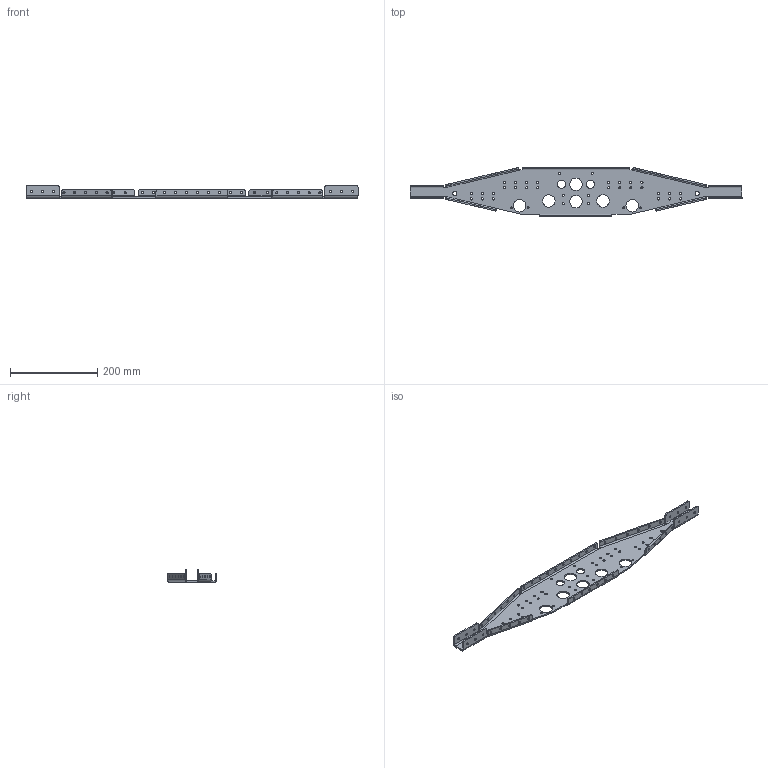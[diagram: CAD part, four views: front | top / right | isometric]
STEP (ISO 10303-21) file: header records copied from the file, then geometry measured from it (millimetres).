
FILE_DESCRIPTION (( 'STEP AP214' ), '1' );
FILE_NAME ('446 Drive Plate v4-good.STEP', '2013-12-23T20:10:25', ( '' ), ( '' ), 'SwSTEP 2.0', 'SolidWorks 2010', '' );
FILE_SCHEMA (( 'AUTOMOTIVE_DESIGN' ));
Length unit declared in the file: inch
Products named in the file (1): 446 Drive Plate v4-good
Bounding box: 762.21 x 114.3 x 28.57 mm (x, y, z)
Volume: 230856.3 mm3; surface area: 158596.8 mm2
Topology: 1 solids, 1 shells, 325 faces, 896 edges, 574 vertices
Faces by surface type: cylinder 238, plane 86, bspline 1
Entity records: 10988 total; most frequent: DIRECTION 2012, CARTESIAN_POINT 1871, ORIENTED_EDGE 1792, EDGE_CURVE 896, AXIS2_PLACEMENT_3D 798, VERTEX_POINT 574, EDGE_LOOP 522, CIRCLE 473
